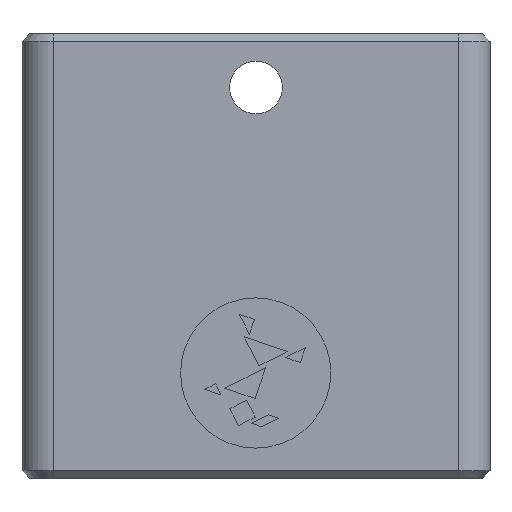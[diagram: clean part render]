
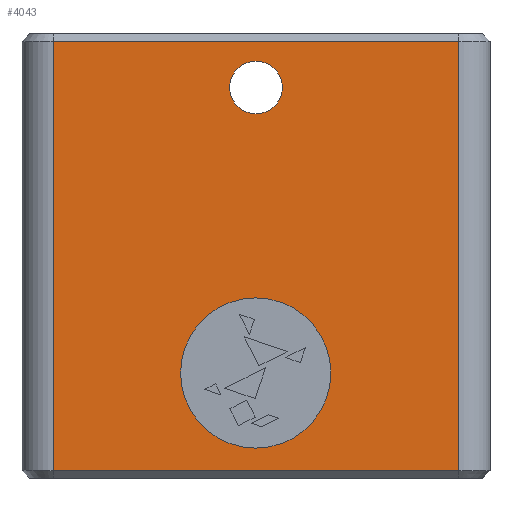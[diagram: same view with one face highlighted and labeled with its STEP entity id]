
A CAD part, left-side view. The second image highlights one B-rep face of the part: STEP entity #4043.
In plain terms, the highlighted planar face has unit normal (-1, 0, 0).
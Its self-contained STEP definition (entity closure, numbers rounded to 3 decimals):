
#147 = DIRECTION ( 'NONE',  ( 0., 0., -1. ) ) ;
#201 = VERTEX_POINT ( 'NONE', #3796 ) ;
#290 = DIRECTION ( 'NONE',  ( 0., -1., 0. ) ) ;
#412 = ORIENTED_EDGE ( 'NONE', *, *, #2918, .T. ) ;
#417 = VERTEX_POINT ( 'NONE', #904 ) ;
#463 = ORIENTED_EDGE ( 'NONE', *, *, #1132, .T. ) ;
#498 = CIRCLE ( 'NONE', #2709, 9.629 ) ;
#613 = EDGE_CURVE ( 'NONE', #2016, #201, #928, .T. ) ;
#738 = CARTESIAN_POINT ( 'NONE',  ( -40., 0., 42.6 ) ) ;
#830 = EDGE_CURVE ( 'NONE', #3098, #417, #498, .T. ) ;
#886 = DIRECTION ( 'NONE',  ( 1., 0., 0. ) ) ;
#897 = AXIS2_PLACEMENT_3D ( 'NONE', #738, #3091, #1081 ) ;
#904 = CARTESIAN_POINT ( 'NONE',  ( -40., 0.039, 15.628 ) ) ;
#928 = CIRCLE ( 'NONE', #897, 3.378 ) ;
#938 = CARTESIAN_POINT ( 'NONE',  ( -40., 0.039, 5.999 ) ) ;
#1081 = DIRECTION ( 'NONE',  ( 0., 0., -1. ) ) ;
#1128 = CIRCLE ( 'NONE', #2989, 9.629 ) ;
#1132 = EDGE_CURVE ( 'NONE', #3916, #4069, #2248, .T. ) ;
#1155 = AXIS2_PLACEMENT_3D ( 'NONE', #4199, #2186, #147 ) ;
#1163 = CARTESIAN_POINT ( 'NONE',  ( -40., 30., 48.5 ) ) ;
#1177 = DIRECTION ( 'NONE',  ( 0., 0., -1. ) ) ;
#1189 = DIRECTION ( 'NONE',  ( -1., 0., 0. ) ) ;
#1275 = LINE ( 'NONE', #3380, #3474 ) ;
#1289 = DIRECTION ( 'NONE',  ( 0., 0., 1. ) ) ;
#1372 = DIRECTION ( 'NONE',  ( 0., 0., 1. ) ) ;
#1383 = EDGE_LOOP ( 'NONE', ( #3566, #3750, #412, #463 ) ) ;
#1502 = DIRECTION ( 'NONE',  ( 0., 1., 0. ) ) ;
#1521 = EDGE_CURVE ( 'NONE', #417, #3098, #1128, .T. ) ;
#1562 = FACE_BOUND ( 'NONE', #1955, .T. ) ;
#1857 = ORIENTED_EDGE ( 'NONE', *, *, #1521, .F. ) ;
#1872 = CARTESIAN_POINT ( 'NONE',  ( -40., 26., -6.5 ) ) ;
#1880 = FACE_BOUND ( 'NONE', #2841, .T. ) ;
#1955 = EDGE_LOOP ( 'NONE', ( #4177, #3953 ) ) ;
#2016 = VERTEX_POINT ( 'NONE', #2802 ) ;
#2080 = CIRCLE ( 'NONE', #1155, 3.378 ) ;
#2131 = CARTESIAN_POINT ( 'NONE',  ( -40., 0.039, -3.63 ) ) ;
#2186 = DIRECTION ( 'NONE',  ( 1., 0., 0. ) ) ;
#2212 = VERTEX_POINT ( 'NONE', #1872 ) ;
#2225 = LINE ( 'NONE', #3873, #2899 ) ;
#2248 = LINE ( 'NONE', #1163, #4038 ) ;
#2328 = AXIS2_PLACEMENT_3D ( 'NONE', #2907, #886, #3237 ) ;
#2456 = FACE_OUTER_BOUND ( 'NONE', #1383, .T. ) ;
#2498 = EDGE_CURVE ( 'NONE', #201, #2016, #2080, .T. ) ;
#2659 = CARTESIAN_POINT ( 'NONE',  ( -40., -26., -6.5 ) ) ;
#2675 = CARTESIAN_POINT ( 'NONE',  ( -40., -26., -6.5 ) ) ;
#2709 = AXIS2_PLACEMENT_3D ( 'NONE', #938, #3290, #1289 ) ;
#2776 = CARTESIAN_POINT ( 'NONE',  ( -40., -26., 48.5 ) ) ;
#2802 = CARTESIAN_POINT ( 'NONE',  ( -40., 0., 45.978 ) ) ;
#2841 = EDGE_LOOP ( 'NONE', ( #1857, #3859 ) ) ;
#2899 = VECTOR ( 'NONE', #1177, 1000. ) ;
#2907 = CARTESIAN_POINT ( 'NONE',  ( -40., 30., 0. ) ) ;
#2918 = EDGE_CURVE ( 'NONE', #3630, #3916, #1275, .T. ) ;
#2919 = VECTOR ( 'NONE', #290, 1000. ) ;
#2989 = AXIS2_PLACEMENT_3D ( 'NONE', #3189, #1189, #3532 ) ;
#3026 = LINE ( 'NONE', #2659, #2919 ) ;
#3091 = DIRECTION ( 'NONE',  ( 1., 0., 0. ) ) ;
#3098 = VERTEX_POINT ( 'NONE', #2131 ) ;
#3189 = CARTESIAN_POINT ( 'NONE',  ( -40., 0.039, 5.999 ) ) ;
#3237 = DIRECTION ( 'NONE',  ( 0., 0., -1. ) ) ;
#3248 = EDGE_CURVE ( 'NONE', #4069, #2212, #2225, .T. ) ;
#3290 = DIRECTION ( 'NONE',  ( -1., 0., 0. ) ) ;
#3380 = CARTESIAN_POINT ( 'NONE',  ( -40., -26., 0. ) ) ;
#3474 = VECTOR ( 'NONE', #1372, 1000. ) ;
#3532 = DIRECTION ( 'NONE',  ( 0., 0., 1. ) ) ;
#3566 = ORIENTED_EDGE ( 'NONE', *, *, #3248, .T. ) ;
#3575 = CARTESIAN_POINT ( 'NONE',  ( -40., 26., 48.5 ) ) ;
#3630 = VERTEX_POINT ( 'NONE', #2675 ) ;
#3750 = ORIENTED_EDGE ( 'NONE', *, *, #4166, .T. ) ;
#3796 = CARTESIAN_POINT ( 'NONE',  ( -40., 0., 39.222 ) ) ;
#3859 = ORIENTED_EDGE ( 'NONE', *, *, #830, .F. ) ;
#3873 = CARTESIAN_POINT ( 'NONE',  ( -40., 26., -7.5 ) ) ;
#3916 = VERTEX_POINT ( 'NONE', #2776 ) ;
#3953 = ORIENTED_EDGE ( 'NONE', *, *, #613, .T. ) ;
#4038 = VECTOR ( 'NONE', #1502, 1000. ) ;
#4043 = ADVANCED_FACE ( 'NONE', ( #1562, #1880, #2456 ), #4248, .F. ) ;
#4069 = VERTEX_POINT ( 'NONE', #3575 ) ;
#4166 = EDGE_CURVE ( 'NONE', #2212, #3630, #3026, .T. ) ;
#4177 = ORIENTED_EDGE ( 'NONE', *, *, #2498, .T. ) ;
#4199 = CARTESIAN_POINT ( 'NONE',  ( -40., 0., 42.6 ) ) ;
#4248 = PLANE ( 'NONE',  #2328 ) ;
